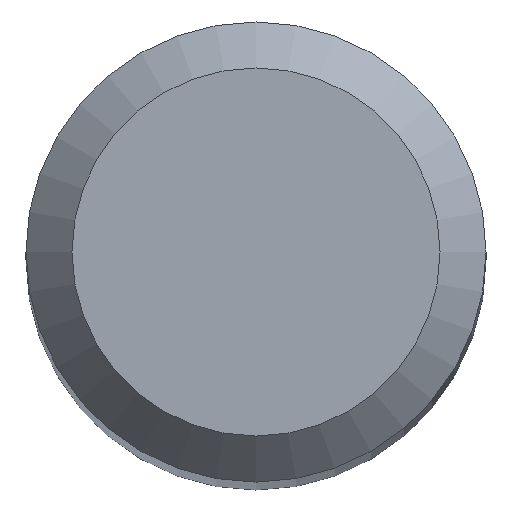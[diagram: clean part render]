
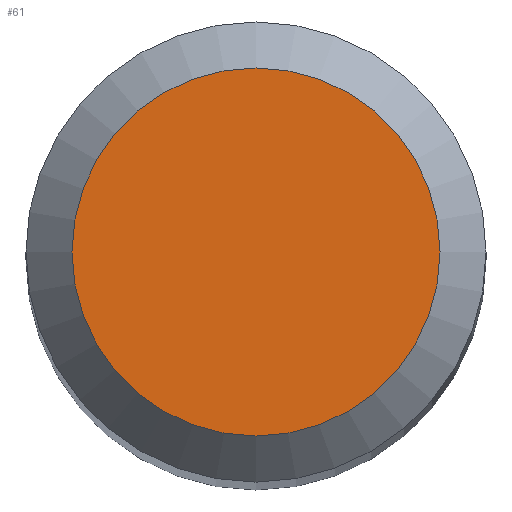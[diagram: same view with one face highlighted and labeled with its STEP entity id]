
A CAD part, top view. The second image highlights one B-rep face of the part: STEP entity #61.
In plain terms, the highlighted planar face has unit normal (0, 0, 1).
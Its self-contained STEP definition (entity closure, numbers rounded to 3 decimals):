
#60 = VERTEX_POINT ( 'NONE', #224 ) ;
#61 = ADVANCED_FACE ( 'NONE', ( #183 ), #177, .F. ) ;
#97 = CARTESIAN_POINT ( 'NONE',  ( 0., 1.2, 38. ) ) ;
#111 = AXIS2_PLACEMENT_3D ( 'NONE', #97, #185, #218 ) ;
#115 = DIRECTION ( 'NONE',  ( 1., 0., 0. ) ) ;
#127 = ORIENTED_EDGE ( 'NONE', *, *, #146, .T. ) ;
#144 = AXIS2_PLACEMENT_3D ( 'NONE', #161, #243, #115 ) ;
#146 = EDGE_CURVE ( 'NONE', #60, #60, #200, .T. ) ;
#161 = CARTESIAN_POINT ( 'NONE',  ( 0., 0., 38. ) ) ;
#177 = PLANE ( 'NONE',  #111 ) ;
#183 = FACE_OUTER_BOUND ( 'NONE', #248, .T. ) ;
#185 = DIRECTION ( 'NONE',  ( 0., 0., -1. ) ) ;
#200 = CIRCLE ( 'NONE', #144, 1.2 ) ;
#218 = DIRECTION ( 'NONE',  ( -1., 0., 0. ) ) ;
#224 = CARTESIAN_POINT ( 'NONE',  ( 1.2, 0., 38. ) ) ;
#243 = DIRECTION ( 'NONE',  ( 0., 0., 1. ) ) ;
#248 = EDGE_LOOP ( 'NONE', ( #127 ) ) ;
